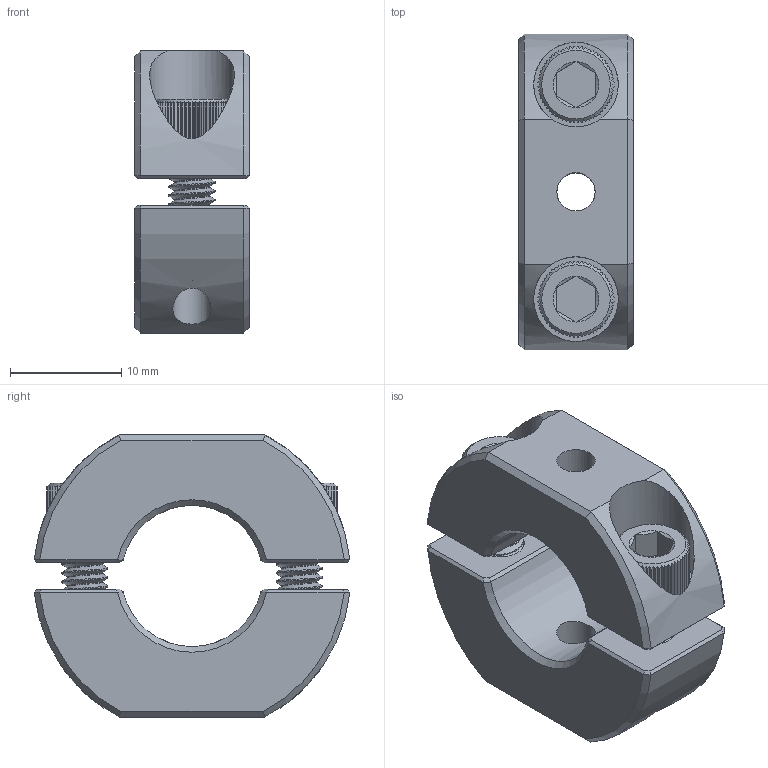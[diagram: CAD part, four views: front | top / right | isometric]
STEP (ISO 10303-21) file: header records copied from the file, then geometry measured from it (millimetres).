
FILE_DESCRIPTION(/* description */ (''),/* implementation_level */ '2;1');
FILE_NAME(/* name */ 'MM-SS303-0500.step',/* time_stamp */ '2025-09-23T15:23:36-07:00',/* author */ (''),/* organization */ (''),/* preprocessor_version */ 'ST-DEVELOPER v20.1',/* originating_system */ 'Autodesk Translation Framework v14.10.0.0',/* authorisation */ '');
FILE_SCHEMA (('AUTOMOTIVE_DESIGN { 1 0 10303 214 3 1 1 }'));
Length unit declared in the file: inch
Products named in the file (3): MM-SS303-0500; 303SS DS Collar; #19365
Assembly tree (3 placements, depth 2):
  MM-SS303-0500
    303SS DS Collar
    #19365  x2
Bounding box: 10.31 x 28.43 x 25.4 mm (x, y, z)
Volume: 4152.1 mm3; surface area: 3801.7 mm2
Topology: 4 solids, 4 shells, 791 faces, 2028 edges, 1258 vertices
Faces by surface type: plane 345, cylinder 206, cone 152, bspline 88
Full cylindrical faces by diameter (mm): 3.134 x30, 3.454 x4, 4.166 x30, 4.324 x2, 4.366 x4, 7.62 x2
Entity records: 19304 total; most frequent: CARTESIAN_POINT 8354, ORIENTED_EDGE 2576, DIRECTION 1794, EDGE_CURVE 1288, VERTEX_POINT 810, AXIS2_PLACEMENT_3D 654, EDGE_LOOP 518, B_SPLINE_CURVE_WITH_KNOTS 500
